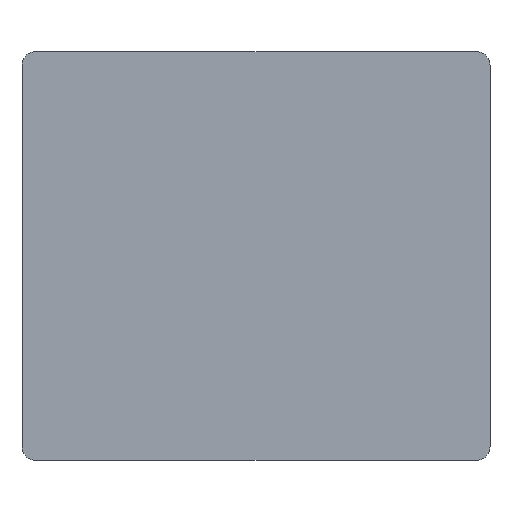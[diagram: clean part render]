
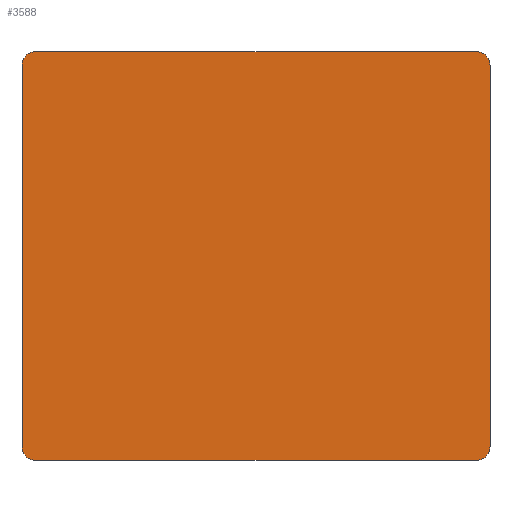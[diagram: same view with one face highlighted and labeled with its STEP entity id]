
A CAD part, front view. The second image highlights one B-rep face of the part: STEP entity #3588.
In plain terms, the highlighted planar face has unit normal (0, -1, 0).
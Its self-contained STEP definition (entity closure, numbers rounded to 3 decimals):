
#111 = DIRECTION ( 'NONE',  ( 0., -1., 0. ) ) ;
#171 = ORIENTED_EDGE ( 'NONE', *, *, #4280, .T. ) ;
#226 = CARTESIAN_POINT ( 'NONE',  ( -50.689, -35., -125.487 ) ) ;
#405 = CARTESIAN_POINT ( 'NONE',  ( 122.311, -35., 15.513 ) ) ;
#413 = DIRECTION ( 'NONE',  ( 0., -1., 0. ) ) ;
#464 = CARTESIAN_POINT ( 'NONE',  ( -50.689, -35., -125.487 ) ) ;
#475 = AXIS2_PLACEMENT_3D ( 'NONE', #5228, #3370, #6744 ) ;
#550 = CARTESIAN_POINT ( 'NONE',  ( 117.311, -35., 15.513 ) ) ;
#692 = VERTEX_POINT ( 'NONE', #2955 ) ;
#694 = DIRECTION ( 'NONE',  ( 0., 0., 1. ) ) ;
#761 = CARTESIAN_POINT ( 'NONE',  ( -45.689, -35., -130.487 ) ) ;
#988 = ORIENTED_EDGE ( 'NONE', *, *, #2040, .T. ) ;
#994 = CARTESIAN_POINT ( 'NONE',  ( 117.311, -35., 15.513 ) ) ;
#1028 = ORIENTED_EDGE ( 'NONE', *, *, #6908, .T. ) ;
#1500 = CARTESIAN_POINT ( 'NONE',  ( -45.689, -35., 20.513 ) ) ;
#1537 = LINE ( 'NONE', #3726, #1998 ) ;
#1716 = LINE ( 'NONE', #4603, #3716 ) ;
#1757 = EDGE_CURVE ( 'NONE', #7750, #5528, #7524, .T. ) ;
#1888 = AXIS2_PLACEMENT_3D ( 'NONE', #4861, #4915, #6036 ) ;
#1911 = EDGE_CURVE ( 'NONE', #5528, #3197, #6585, .T. ) ;
#1998 = VECTOR ( 'NONE', #694, 1000. ) ;
#2028 = CIRCLE ( 'NONE', #7421, 5. ) ;
#2040 = EDGE_CURVE ( 'NONE', #7044, #2533, #6777, .T. ) ;
#2229 = DIRECTION ( 'NONE',  ( 0., 0., -1. ) ) ;
#2266 = LINE ( 'NONE', #464, #2469 ) ;
#2391 = DIRECTION ( 'NONE',  ( 0., 0., 1. ) ) ;
#2434 = VECTOR ( 'NONE', #6082, 1000. ) ;
#2469 = VECTOR ( 'NONE', #2229, 1000. ) ;
#2533 = VERTEX_POINT ( 'NONE', #2632 ) ;
#2545 = VERTEX_POINT ( 'NONE', #226 ) ;
#2632 = CARTESIAN_POINT ( 'NONE',  ( -50.689, -35., 15.513 ) ) ;
#2866 = FACE_OUTER_BOUND ( 'NONE', #6386, .T. ) ;
#2955 = CARTESIAN_POINT ( 'NONE',  ( 117.311, -35., 20.513 ) ) ;
#3070 = CARTESIAN_POINT ( 'NONE',  ( 117.311, -35., -125.487 ) ) ;
#3197 = VERTEX_POINT ( 'NONE', #6246 ) ;
#3370 = DIRECTION ( 'NONE',  ( 0., -1., 0. ) ) ;
#3588 = ADVANCED_FACE ( 'NONE', ( #2866 ), #5995, .T. ) ;
#3601 = DIRECTION ( 'NONE',  ( 0., -1., 0. ) ) ;
#3716 = VECTOR ( 'NONE', #5806, 1000. ) ;
#3726 = CARTESIAN_POINT ( 'NONE',  ( 122.311, -35., -125.487 ) ) ;
#4280 = EDGE_CURVE ( 'NONE', #3197, #5832, #1537, .T. ) ;
#4510 = EDGE_CURVE ( 'NONE', #692, #7044, #1716, .T. ) ;
#4569 = ORIENTED_EDGE ( 'NONE', *, *, #1911, .T. ) ;
#4603 = CARTESIAN_POINT ( 'NONE',  ( -45.689, -35., 20.513 ) ) ;
#4761 = EDGE_CURVE ( 'NONE', #2545, #7750, #7565, .T. ) ;
#4861 = CARTESIAN_POINT ( 'NONE',  ( -45.689, -35., -125.487 ) ) ;
#4915 = DIRECTION ( 'NONE',  ( 0., -1., 0. ) ) ;
#5228 = CARTESIAN_POINT ( 'NONE',  ( -45.689, -35., 15.513 ) ) ;
#5488 = CARTESIAN_POINT ( 'NONE',  ( -45.689, -35., -130.487 ) ) ;
#5528 = VERTEX_POINT ( 'NONE', #6743 ) ;
#5806 = DIRECTION ( 'NONE',  ( -1., 0., 0. ) ) ;
#5832 = VERTEX_POINT ( 'NONE', #405 ) ;
#5995 = PLANE ( 'NONE',  #6186 ) ;
#6036 = DIRECTION ( 'NONE',  ( 0., 0., -1. ) ) ;
#6082 = DIRECTION ( 'NONE',  ( 1., 0., 0. ) ) ;
#6186 = AXIS2_PLACEMENT_3D ( 'NONE', #550, #3601, #6587 ) ;
#6246 = CARTESIAN_POINT ( 'NONE',  ( 122.311, -35., -125.487 ) ) ;
#6386 = EDGE_LOOP ( 'NONE', ( #1028, #7266, #988, #6774, #7317, #6494, #4569, #171 ) ) ;
#6494 = ORIENTED_EDGE ( 'NONE', *, *, #1757, .T. ) ;
#6585 = CIRCLE ( 'NONE', #7343, 5. ) ;
#6587 = DIRECTION ( 'NONE',  ( 0., 0., -1. ) ) ;
#6743 = CARTESIAN_POINT ( 'NONE',  ( 117.311, -35., -130.487 ) ) ;
#6744 = DIRECTION ( 'NONE',  ( 0., 0., -1. ) ) ;
#6774 = ORIENTED_EDGE ( 'NONE', *, *, #7054, .T. ) ;
#6777 = CIRCLE ( 'NONE', #475, 5. ) ;
#6908 = EDGE_CURVE ( 'NONE', #5832, #692, #2028, .T. ) ;
#7044 = VERTEX_POINT ( 'NONE', #1500 ) ;
#7054 = EDGE_CURVE ( 'NONE', #2533, #2545, #2266, .T. ) ;
#7266 = ORIENTED_EDGE ( 'NONE', *, *, #4510, .T. ) ;
#7317 = ORIENTED_EDGE ( 'NONE', *, *, #4761, .T. ) ;
#7343 = AXIS2_PLACEMENT_3D ( 'NONE', #3070, #111, #2391 ) ;
#7421 = AXIS2_PLACEMENT_3D ( 'NONE', #994, #413, #7616 ) ;
#7524 = LINE ( 'NONE', #5488, #2434 ) ;
#7565 = CIRCLE ( 'NONE', #1888, 5. ) ;
#7616 = DIRECTION ( 'NONE',  ( 0., 0., -1. ) ) ;
#7750 = VERTEX_POINT ( 'NONE', #761 ) ;
